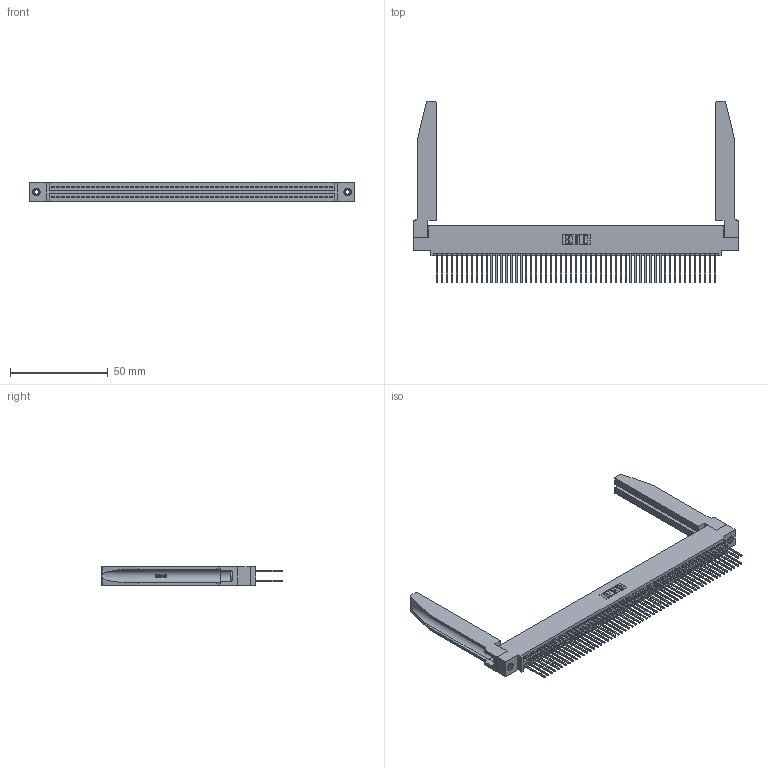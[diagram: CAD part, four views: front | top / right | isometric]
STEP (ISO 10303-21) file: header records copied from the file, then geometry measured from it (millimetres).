
FILE_DESCRIPTION (( 'STEP AP203' ), '1' );
FILE_NAME ('395-114-540-578.STEP', '2019-10-27T17:56:09', ( '' ), ( '' ), 'SwSTEP 2.0', 'SolidWorks 2016', '' );
FILE_SCHEMA (( 'CONFIG_CONTROL_DESIGN' ));
Length unit declared in the file: inch
Products named in the file (5): 345-292-001_345-293-140; 345-250-001_345-250-001-102; 345-220-078_345-220-078; 395-114-540-578; 345 Part_0.110 Offset - 0.156 Dia-TH
Assembly tree (119 placements, depth 2):
  395-114-540-578
    345 Part_0.110 Offset - 0.156 Dia-TH
    345-292-001_345-293-140  x114
    345-250-001_345-250-001-102  x2
    345-220-078_345-220-078  x2
Bounding box: 166.01 x 92.89 x 9.4 mm (x, y, z)
Volume: 24395.3 mm3; surface area: 33801.1 mm2
Topology: 119 solids, 119 shells, 6064 faces, 17947 edges, 11802 vertices
Faces by surface type: plane 3988, cylinder 2024, bspline 36, cone 12, torus 4
Entity records: 47594 total; most frequent: CARTESIAN_POINT 8883, ORIENTED_EDGE 7714, DIRECTION 6807, EDGE_CURVE 3857, LINE 3403, VECTOR 3403, VERTEX_POINT 2564, AXIS2_PLACEMENT_3D 1702
